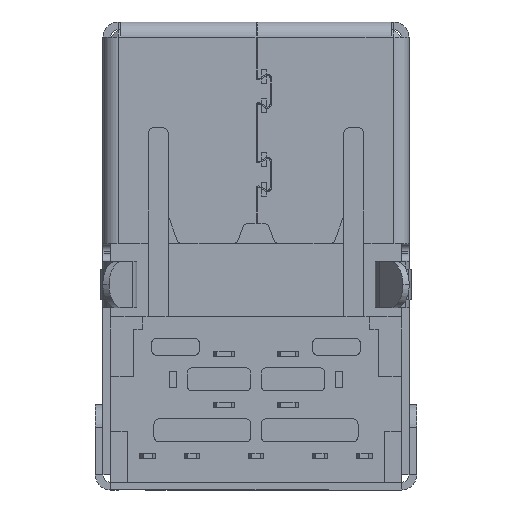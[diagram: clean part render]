
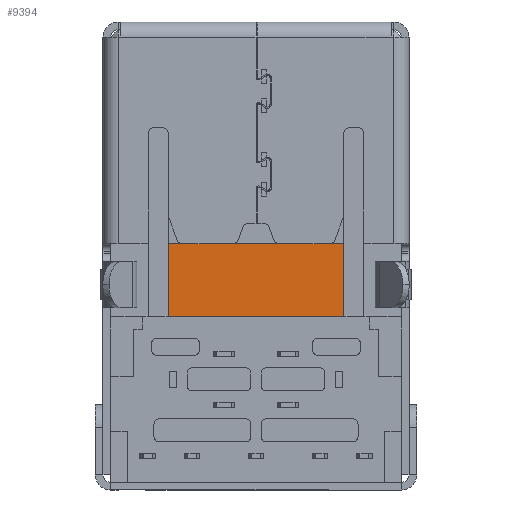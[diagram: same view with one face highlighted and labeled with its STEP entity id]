
A CAD part, front view. The second image highlights one B-rep face of the part: STEP entity #9394.
In plain terms, the highlighted planar face has unit normal (0, -1, 0).
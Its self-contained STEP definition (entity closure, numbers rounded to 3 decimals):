
#83 = DIRECTION ( 'NONE',  ( 0., 1., 0. ) ) ;
#630 = CARTESIAN_POINT ( 'NONE',  ( 3.445, 0.385, 0.485 ) ) ;
#775 = CARTESIAN_POINT ( 'NONE',  ( 0., 0.385, 0. ) ) ;
#3665 = VECTOR ( 'NONE', #27604, 1000. ) ;
#4061 = ORIENTED_EDGE ( 'NONE', *, *, #11445, .T. ) ;
#4611 = CARTESIAN_POINT ( 'NONE',  ( 3.445, 0.385, 0. ) ) ;
#5419 = VERTEX_POINT ( 'NONE', #25062 ) ;
#6328 = FACE_OUTER_BOUND ( 'NONE', #28153, .T. ) ;
#6927 = CARTESIAN_POINT ( 'NONE',  ( 3.445, 0.385, -2.375 ) ) ;
#7037 = LINE ( 'NONE', #15995, #27977 ) ;
#8882 = EDGE_CURVE ( 'NONE', #5419, #26131, #7037, .T. ) ;
#8946 = DIRECTION ( 'NONE',  ( 0., 0., -1. ) ) ;
#9394 = ADVANCED_FACE ( 'NONE', ( #6328 ), #25679, .F. ) ;
#11022 = EDGE_CURVE ( 'NONE', #11394, #11060, #19540, .T. ) ;
#11060 = VERTEX_POINT ( 'NONE', #6927 ) ;
#11394 = VERTEX_POINT ( 'NONE', #630 ) ;
#11445 = EDGE_CURVE ( 'NONE', #26131, #11060, #13345, .T. ) ;
#12623 = VECTOR ( 'NONE', #19172, 1000. ) ;
#13345 = LINE ( 'NONE', #17115, #12623 ) ;
#13488 = CARTESIAN_POINT ( 'NONE',  ( -3.445, 0.385, -2.375 ) ) ;
#15995 = CARTESIAN_POINT ( 'NONE',  ( -3.445, 0.385, 0. ) ) ;
#17115 = CARTESIAN_POINT ( 'NONE',  ( 0., 0.385, -2.375 ) ) ;
#17298 = AXIS2_PLACEMENT_3D ( 'NONE', #775, #83, #23343 ) ;
#18584 = VECTOR ( 'NONE', #29093, 1000. ) ;
#19172 = DIRECTION ( 'NONE',  ( 1., 0., 0. ) ) ;
#19540 = LINE ( 'NONE', #4611, #3665 ) ;
#21451 = ORIENTED_EDGE ( 'NONE', *, *, #11022, .F. ) ;
#23283 = ORIENTED_EDGE ( 'NONE', *, *, #8882, .T. ) ;
#23343 = DIRECTION ( 'NONE',  ( 0., 0., 1. ) ) ;
#23757 = EDGE_CURVE ( 'NONE', #11394, #5419, #24739, .T. ) ;
#24739 = LINE ( 'NONE', #26455, #18584 ) ;
#25062 = CARTESIAN_POINT ( 'NONE',  ( -3.445, 0.385, 0.485 ) ) ;
#25679 = PLANE ( 'NONE',  #17298 ) ;
#26131 = VERTEX_POINT ( 'NONE', #13488 ) ;
#26455 = CARTESIAN_POINT ( 'NONE',  ( 0., 0.385, 0.485 ) ) ;
#27604 = DIRECTION ( 'NONE',  ( 0., 0., -1. ) ) ;
#27977 = VECTOR ( 'NONE', #8946, 1000. ) ;
#28153 = EDGE_LOOP ( 'NONE', ( #28803, #23283, #4061, #21451 ) ) ;
#28803 = ORIENTED_EDGE ( 'NONE', *, *, #23757, .T. ) ;
#29093 = DIRECTION ( 'NONE',  ( -1., 0., 0. ) ) ;
